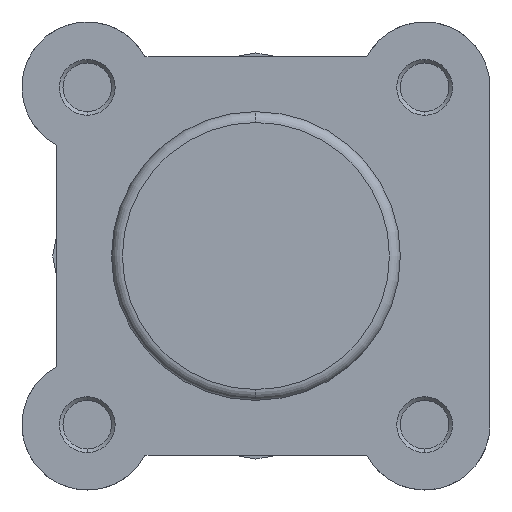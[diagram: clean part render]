
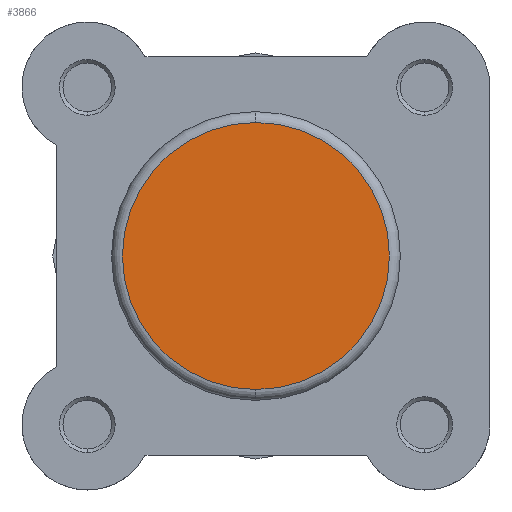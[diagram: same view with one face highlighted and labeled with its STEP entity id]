
A CAD part, left-side view. The second image highlights one B-rep face of the part: STEP entity #3866.
In plain terms, the highlighted planar face has unit normal (-1, 0, 0).
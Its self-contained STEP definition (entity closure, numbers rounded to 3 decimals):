
#294 = CARTESIAN_POINT ( 'NONE',  ( 0., 0., 18.4 ) ) ;
#435 = PLANE ( 'NONE',  #4505 ) ;
#439 = DIRECTION ( 'NONE',  ( 1., 0., 0. ) ) ;
#467 = CARTESIAN_POINT ( 'NONE',  ( 0., 0., 0. ) ) ;
#619 = VERTEX_POINT ( 'NONE', #294 ) ;
#679 = DIRECTION ( 'NONE',  ( 0., 0., -1. ) ) ;
#726 = VERTEX_POINT ( 'NONE', #843 ) ;
#843 = CARTESIAN_POINT ( 'NONE',  ( 0., 0., -18.4 ) ) ;
#1874 = CARTESIAN_POINT ( 'NONE',  ( 0., 0., 0. ) ) ;
#1875 = DIRECTION ( 'NONE',  ( -1., 0., 0. ) ) ;
#1876 = DIRECTION ( 'NONE',  ( 0., 0., -1. ) ) ;
#1999 = CARTESIAN_POINT ( 'NONE',  ( 0., 0., 0. ) ) ;
#2006 = DIRECTION ( 'NONE',  ( -1., 0., 0. ) ) ;
#2007 = DIRECTION ( 'NONE',  ( 0., 0., -1. ) ) ;
#2816 = FACE_OUTER_BOUND ( 'NONE', #5485, .T. ) ;
#3526 = CIRCLE ( 'NONE', #4808, 18.4 ) ;
#3593 = CIRCLE ( 'NONE', #4838, 18.4 ) ;
#3824 = ORIENTED_EDGE ( 'NONE', *, *, #4255, .T. ) ;
#3834 = ORIENTED_EDGE ( 'NONE', *, *, #4305, .T. ) ;
#3866 = ADVANCED_FACE ( 'NONE', ( #2816 ), #435, .F. ) ;
#4255 = EDGE_CURVE ( 'NONE', #619, #726, #3526, .T. ) ;
#4305 = EDGE_CURVE ( 'NONE', #726, #619, #3593, .T. ) ;
#4505 = AXIS2_PLACEMENT_3D ( 'NONE', #467, #439, #679 ) ;
#4808 = AXIS2_PLACEMENT_3D ( 'NONE', #1874, #1875, #1876 ) ;
#4838 = AXIS2_PLACEMENT_3D ( 'NONE', #1999, #2006, #2007 ) ;
#5485 = EDGE_LOOP ( 'NONE', ( #3834, #3824 ) ) ;
